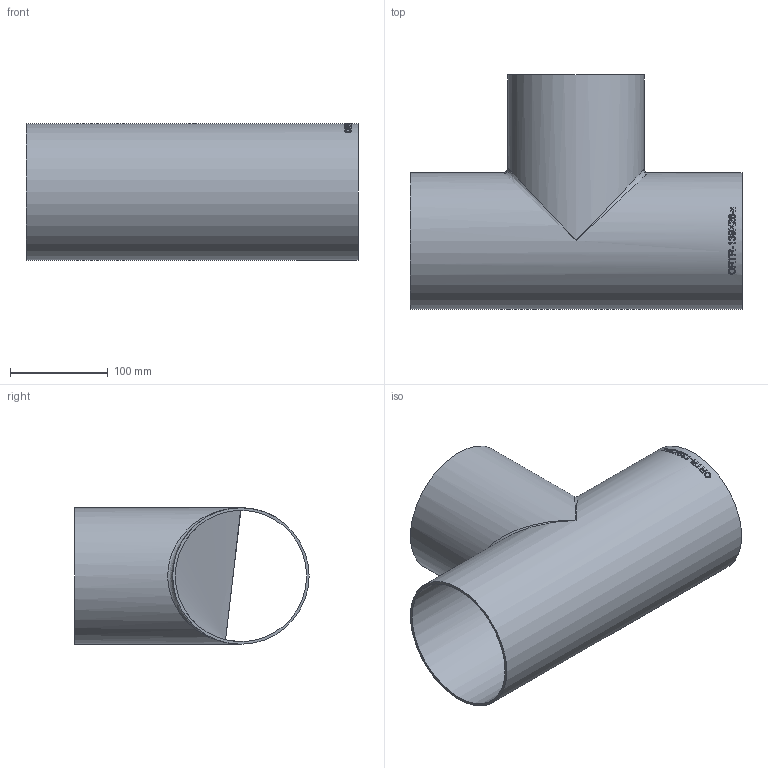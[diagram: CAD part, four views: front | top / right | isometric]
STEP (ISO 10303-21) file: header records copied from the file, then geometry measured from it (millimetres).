
FILE_DESCRIPTION (( 'STEP AP214' ), '1' );
FILE_NAME ('ORTR-139X26-x T-Stück 2004.STEP', '2020-04-06T11:46:55', ( '' ), ( '' ), 'SwSTEP 2.0', 'SolidWorks 2019', '' );
FILE_SCHEMA (( 'AUTOMOTIVE_DESIGN' ));
Length unit declared in the file: millimetre
Products named in the file (1): ORTR-139X26-x T-Stück 2004
Bounding box: 340 x 239.85 x 139.7 mm (x, y, z)
Volume: 472410.8 mm3; surface area: 366680.4 mm2
Topology: 1 solids, 1 shells, 189 faces, 508 edges, 330 vertices
Faces by surface type: bspline 114, plane 53, cylinder 22
Full cylindrical faces by diameter (mm): 134.5 x2, 139.7 x2
Entity records: 26134 total; most frequent: CARTESIAN_POINT 20513, ORIENTED_EDGE 988, EDGE_CURVE 494, DIRECTION 361, B_SPLINE_CURVE_WITH_KNOTS 347, VERTEX_POINT 330, EDGE_LOOP 216, FACE_OUTER_BOUND 193
